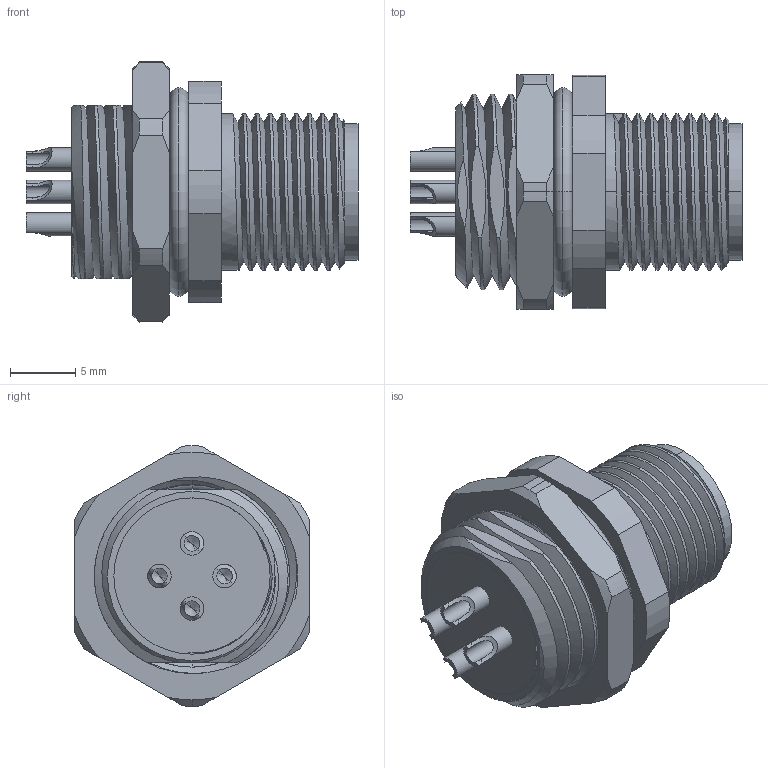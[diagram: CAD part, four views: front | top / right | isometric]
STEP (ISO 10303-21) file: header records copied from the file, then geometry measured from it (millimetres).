
FILE_DESCRIPTION (( 'STEP AP203' ), '1' );
FILE_NAME ('54-00451_revA.STEP', '2025-05-23T21:23:35', ( '' ), ( '' ), 'SwSTEP 2.0', 'SolidWorks 2021', '' );
FILE_SCHEMA (( 'CONFIG_CONTROL_DESIGN' ));
Length unit declared in the file: millimetre
Products named in the file (7): 54-00451-04___; 54-00451-02; 54-00451-05___; 54-00451_revA; 54-00451-03L___; 54-00451-01___; 54-00451-03___
Assembly tree (8 placements, depth 2):
  54-00451_revA
    54-00451-01___
    54-00451-02
    54-00451-03___  x3
    54-00451-03L___
    54-00451-04___
    54-00451-05___
Bounding box: 25.5 x 18 x 20 mm (x, y, z)
Volume: 3012.6 mm3; surface area: 5916.9 mm2
Topology: 9 solids, 9 shells, 348 faces, 861 edges, 543 vertices
Faces by surface type: cylinder 163, plane 91, cone 48, torus 28, bspline 10, sphere 8
Entity records: 13130 total; most frequent: CARTESIAN_POINT 5737, ORIENTED_EDGE 1426, DIRECTION 1358, EDGE_CURVE 713, AXIS2_PLACEMENT_3D 546, VERTEX_POINT 463, EDGE_LOOP 326, FACE_OUTER_BOUND 284
